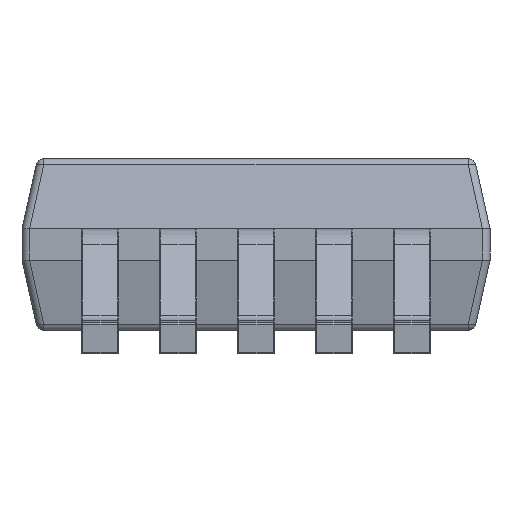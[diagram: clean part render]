
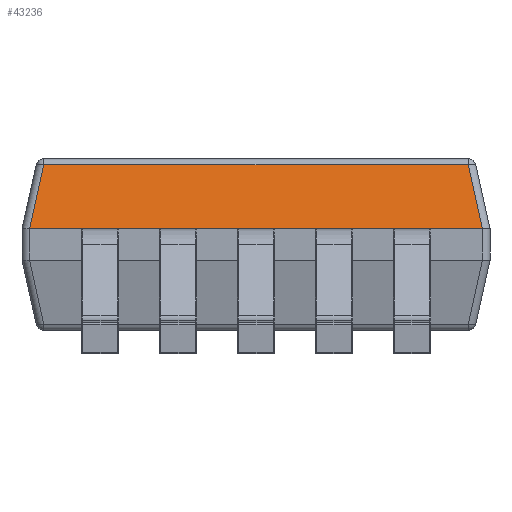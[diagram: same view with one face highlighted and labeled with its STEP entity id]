
A CAD part, left-side view. The second image highlights one B-rep face of the part: STEP entity #43236.
In plain terms, the highlighted planar face has unit normal (-0.976, 0, 0.217).
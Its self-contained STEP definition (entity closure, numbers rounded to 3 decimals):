
#3004 = ORIENTED_EDGE ( 'NONE', *, *, #32316, .T. ) ;
#3341 = LINE ( 'NONE', #40440, #40463 ) ;
#3490 = DIRECTION ( 'NONE',  ( -0.212, 0.212, -0.954 ) ) ;
#4825 = EDGE_CURVE ( 'NONE', #34159, #28639, #22729, .T. ) ;
#5660 = CARTESIAN_POINT ( 'NONE',  ( -1.409, 0., 1.061 ) ) ;
#7815 = CARTESIAN_POINT ( 'NONE',  ( -1.4, 0., 1.1 ) ) ;
#8456 = AXIS2_PLACEMENT_3D ( 'NONE', #7815, #34828, #11151 ) ;
#8924 = CARTESIAN_POINT ( 'NONE',  ( -1.5, 1.451, 0.65 ) ) ;
#9813 = CARTESIAN_POINT ( 'NONE',  ( -1.5, 1.45, 0.65 ) ) ;
#11151 = DIRECTION ( 'NONE',  ( 0., 1., 0. ) ) ;
#11452 = DIRECTION ( 'NONE',  ( 0., 1., 0. ) ) ;
#12264 = ORIENTED_EDGE ( 'NONE', *, *, #4825, .F. ) ;
#12731 = VECTOR ( 'NONE', #15630, 1000. ) ;
#12788 = VERTEX_POINT ( 'NONE', #20072 ) ;
#13248 = EDGE_CURVE ( 'NONE', #12788, #41852, #3341, .T. ) ;
#15277 = EDGE_CURVE ( 'NONE', #37852, #33279, #24052, .T. ) ;
#15357 = CARTESIAN_POINT ( 'NONE',  ( -1.5, -1.451, 0.65 ) ) ;
#15630 = DIRECTION ( 'NONE',  ( 0., 1., 0. ) ) ;
#18073 = CARTESIAN_POINT ( 'NONE',  ( -1.5, 1.45, 0.65 ) ) ;
#20072 = CARTESIAN_POINT ( 'NONE',  ( -1.5, -1.451, 0.65 ) ) ;
#21349 = CARTESIAN_POINT ( 'NONE',  ( -1.5, -1.451, 0.65 ) ) ;
#22049 = CARTESIAN_POINT ( 'NONE',  ( -1.5, 1.5, 0.65 ) ) ;
#22507 = FACE_OUTER_BOUND ( 'NONE', #40542, .T. ) ;
#22700 =( BOUNDED_CURVE ( )  B_SPLINE_CURVE ( 3, ( #26194, #8924, #36573, #9813 ),
 .UNSPECIFIED., .F., .F. ) 
 B_SPLINE_CURVE_WITH_KNOTS ( ( 4, 4 ),
 ( 6.26, 6.283 ),
 .UNSPECIFIED. ) 
 CURVE ( )  GEOMETRIC_REPRESENTATION_ITEM ( )  RATIONAL_B_SPLINE_CURVE ( ( 1., 1., 1., 1. ) ) 
 REPRESENTATION_ITEM ( '' )  );
#22729 = LINE ( 'NONE', #22049, #12731 ) ;
#24052 = LINE ( 'NONE', #30903, #27265 ) ;
#26185 = VECTOR ( 'NONE', #11452, 1000. ) ;
#26194 = CARTESIAN_POINT ( 'NONE',  ( -1.5, 1.451, 0.65 ) ) ;
#26537 = DIRECTION ( 'NONE',  ( 0.212, 0.212, 0.954 ) ) ;
#26830 = CARTESIAN_POINT ( 'NONE',  ( -1.5, 1.451, 0.65 ) ) ;
#27265 = VECTOR ( 'NONE', #3490, 1000. ) ;
#28639 = VERTEX_POINT ( 'NONE', #18073 ) ;
#30531 = EDGE_CURVE ( 'NONE', #34159, #12788, #37660, .T. ) ;
#30903 = CARTESIAN_POINT ( 'NONE',  ( -1.339, 1.29, 1.373 ) ) ;
#31538 = CARTESIAN_POINT ( 'NONE',  ( -1.5, -1.45, 0.65 ) ) ;
#31589 = CARTESIAN_POINT ( 'NONE',  ( -1.5, -1.45, 0.65 ) ) ;
#32316 = EDGE_CURVE ( 'NONE', #41852, #37852, #38821, .T. ) ;
#32548 = ORIENTED_EDGE ( 'NONE', *, *, #15277, .T. ) ;
#32764 = CARTESIAN_POINT ( 'NONE',  ( -1.409, -1.36, 1.061 ) ) ;
#33001 = ORIENTED_EDGE ( 'NONE', *, *, #13248, .T. ) ;
#33279 = VERTEX_POINT ( 'NONE', #26830 ) ;
#34159 = VERTEX_POINT ( 'NONE', #31589 ) ;
#34828 = DIRECTION ( 'NONE',  ( -0.976, 0., 0.217 ) ) ;
#35057 = ORIENTED_EDGE ( 'NONE', *, *, #30531, .T. ) ;
#36002 = PLANE ( 'NONE',  #8456 ) ;
#36458 = CARTESIAN_POINT ( 'NONE',  ( -1.409, 1.36, 1.061 ) ) ;
#36573 = CARTESIAN_POINT ( 'NONE',  ( -1.5, 1.45, 0.65 ) ) ;
#37142 = EDGE_CURVE ( 'NONE', #33279, #28639, #22700, .T. ) ;
#37660 =( BOUNDED_CURVE ( )  B_SPLINE_CURVE ( 3, ( #42322, #31538, #21349, #15357 ),
 .UNSPECIFIED., .F., .F. ) 
 B_SPLINE_CURVE_WITH_KNOTS ( ( 4, 4 ),
 ( 0., 0.024 ),
 .UNSPECIFIED. ) 
 CURVE ( )  GEOMETRIC_REPRESENTATION_ITEM ( )  RATIONAL_B_SPLINE_CURVE ( ( 1., 1., 1., 1. ) ) 
 REPRESENTATION_ITEM ( '' )  );
#37852 = VERTEX_POINT ( 'NONE', #36458 ) ;
#38821 = LINE ( 'NONE', #5660, #26185 ) ;
#40296 = ORIENTED_EDGE ( 'NONE', *, *, #37142, .T. ) ;
#40440 = CARTESIAN_POINT ( 'NONE',  ( -1.339, -1.29, 1.373 ) ) ;
#40463 = VECTOR ( 'NONE', #26537, 1000. ) ;
#40542 = EDGE_LOOP ( 'NONE', ( #12264, #35057, #33001, #3004, #32548, #40296 ) ) ;
#41852 = VERTEX_POINT ( 'NONE', #32764 ) ;
#42322 = CARTESIAN_POINT ( 'NONE',  ( -1.5, -1.45, 0.65 ) ) ;
#43236 = ADVANCED_FACE ( 'NONE', ( #22507 ), #36002, .T. ) ;
